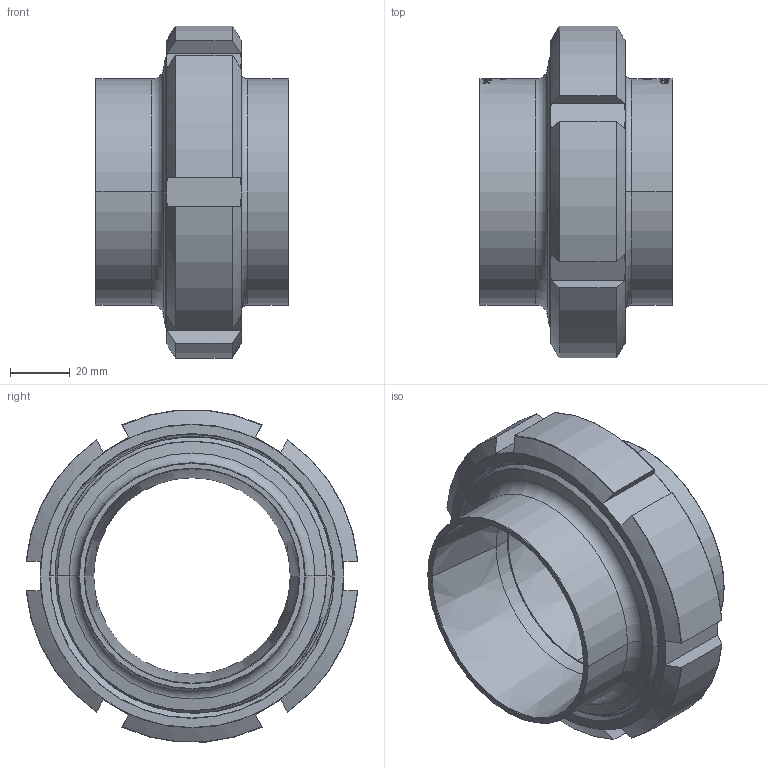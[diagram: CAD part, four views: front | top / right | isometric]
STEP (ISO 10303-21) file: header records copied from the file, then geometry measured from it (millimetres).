
FILE_DESCRIPTION (( 'STEP AP214' ), '1' );
FILE_NAME ('GL-212-076-x Verschraubung S76,1x2,0 heco.STEP', '2017-09-13T09:38:15', ( '' ), ( '' ), 'SwSTEP 2.0', 'SolidWorks 2016', '' );
FILE_SCHEMA (( 'AUTOMOTIVE_DESIGN' ));
Length unit declared in the file: millimetre
Products named in the file (1): GL-212-076-x Verschraubung S76,1x2,0 heco
Bounding box: 65 x 111.55 x 111.58 mm (x, y, z)
Volume: 167253.1 mm3; surface area: 77829.8 mm2
Topology: 4 solids, 4 shells, 702 faces, 1819 edges, 1189 vertices
Faces by surface type: bspline 289, plane 226, cylinder 79, torus 75, cone 33
Entity records: 64486 total; most frequent: CARTESIAN_POINT 41514, ORIENTED_EDGE 3638, DIRECTION 2274, EDGE_CURVE 1819, VERTEX_POINT 1189, EDGE_LOOP 774, AXIS2_PLACEMENT_3D 759, LINE 756
